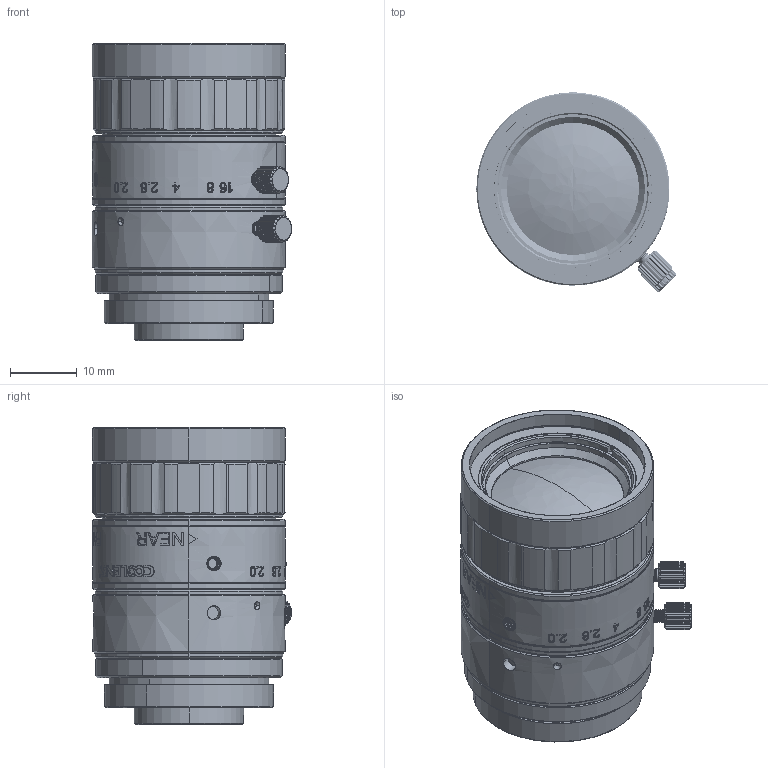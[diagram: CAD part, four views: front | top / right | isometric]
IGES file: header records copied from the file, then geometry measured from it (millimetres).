
Start section: SolidWorks IGES file using analytic representation for surfaces
Global section: file name: MFA230-S12.IGS; native system: SolidWorks 2017; preprocessor: SolidWorks 2017; author: wendy; date: 201201.150946; units: millimetre
Bounding box: 29.93 x 29.9 x 44.65 mm (x, y, z)
Surface area: 10105.7 mm2 (no closed solid volume)
Topology: 0 solids, 0 shells, 5388 faces, 37784 edges, 37763 vertices
Faces by surface type: bspline 4680, revolution 708
